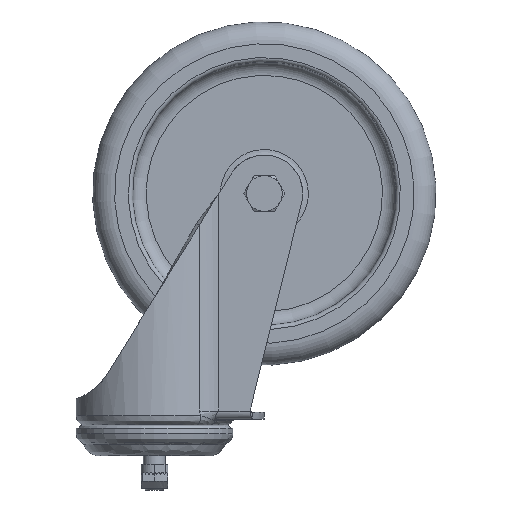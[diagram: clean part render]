
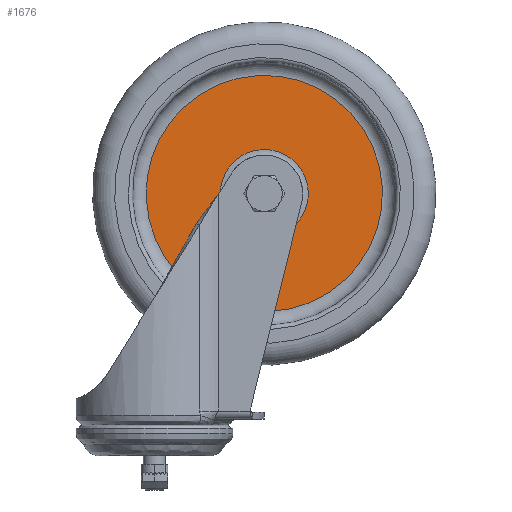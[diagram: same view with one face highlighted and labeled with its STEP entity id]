
A CAD part, front view. The second image highlights one B-rep face of the part: STEP entity #1676.
In plain terms, the highlighted face is planar.
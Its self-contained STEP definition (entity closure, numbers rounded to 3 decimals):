
#1676=ADVANCED_FACE('',(#2089,#2090),#2091,.T.);
#2089=FACE_BOUND('',#2723,.T.);
#2090=FACE_OUTER_BOUND('',#2724,.T.);
#2091=PLANE('',#2725);
#2723=EDGE_LOOP('',(#14608));
#2724=EDGE_LOOP('',(#14609));
#2725=AXIS2_PLACEMENT_3D('',#14610,#14611,#14612);
#14608=ORIENTED_EDGE('',*,*,#16034,.T.);
#14609=ORIENTED_EDGE('',*,*,#16036,.T.);
#14610=CARTESIAN_POINT('',(29.5,0.0,-3.0));
#14611=DIRECTION('',(0.0,0.0,-1.0));
#14612=DIRECTION('',(-1.0,0.0,0.0));
#16034=EDGE_CURVE('',#16835,#16835,#16836,.F.);
#16036=EDGE_CURVE('',#16839,#16839,#16840,.T.);
#16835=VERTEX_POINT('',#18077);
#16836=CIRCLE('',#18078,16.0);
#16839=VERTEX_POINT('',#18081);
#16840=CIRCLE('',#18082,43.0);
#18077=CARTESIAN_POINT('',(-16.0,0.,-3.0));
#18078=AXIS2_PLACEMENT_3D('',#20951,#20952,#20953);
#18081=CARTESIAN_POINT('',(-43.0,0.0,-3.0));
#18082=AXIS2_PLACEMENT_3D('',#20957,#20958,#20959);
#20951=CARTESIAN_POINT('',(0.0,0.0,-3.0));
#20952=DIRECTION('',(0.0,0.0,-1.0));
#20953=DIRECTION('',(-1.0,0.0,0.0));
#20957=CARTESIAN_POINT('',(0.0,0.0,-3.0));
#20958=DIRECTION('',(0.0,0.0,-1.0));
#20959=DIRECTION('',(-1.0,0.0,0.0));
